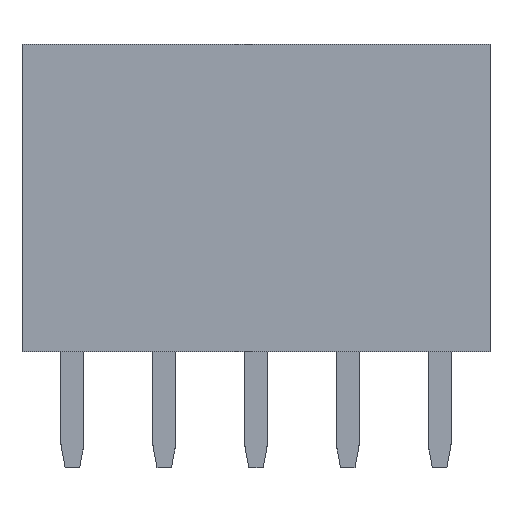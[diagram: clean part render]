
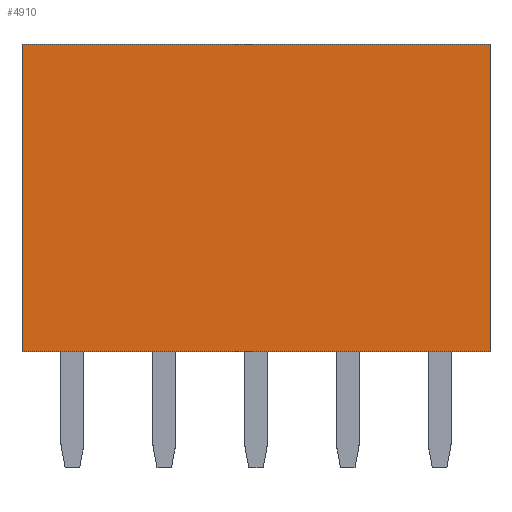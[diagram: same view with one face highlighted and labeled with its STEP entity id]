
A CAD part, top view. The second image highlights one B-rep face of the part: STEP entity #4910.
In plain terms, the highlighted planar face has unit normal (0, 0, 1).
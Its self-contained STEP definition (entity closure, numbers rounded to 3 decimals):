
#2246=EDGE_CURVE('',#5354,#4610,#6251,.T.);
#3438=VERTEX_POINT('',#7545);
#3492=EDGE_CURVE('',#3438,#4610,#7604,.T.);
#3740=VERTEX_POINT('',#7870);
#4072=EDGE_CURVE('',#3740,#3438,#8237,.T.);
#4610=VERTEX_POINT('',#8815);
#4910=ADVANCED_FACE('',(#9146),#9147,.T.);
#5258=EDGE_CURVE('',#3740,#5354,#9526,.T.);
#5354=VERTEX_POINT('',#9627);
#6251=LINE('',#10709,#10710);
#7545=CARTESIAN_POINT('',(-6.475,8.5,2.5));
#7604=LINE('',#12688,#12689);
#7870=CARTESIAN_POINT('',(-6.475,0.0,2.5));
#8237=LINE('',#13593,#13594);
#8815=CARTESIAN_POINT('',(6.475,8.5,2.5));
#9146=FACE_OUTER_BOUND('',#14917,.T.);
#9147=PLANE('',#14918);
#9526=LINE('',#15476,#15477);
#9627=CARTESIAN_POINT('',(6.475,0.0,2.5));
#10709=CARTESIAN_POINT('',(6.475,0.0,2.5));
#10710=VECTOR('',#16840,1.0);
#12688=CARTESIAN_POINT('',(-6.475,8.5,2.5));
#12689=VECTOR('',#18185,1.0);
#13593=CARTESIAN_POINT('',(-6.475,0.0,2.5));
#13594=VECTOR('',#18827,1.0);
#14917=EDGE_LOOP('',(#19785,#19786,#19787,#19788));
#14918=AXIS2_PLACEMENT_3D('',#19789,#19790,#19791);
#15476=CARTESIAN_POINT('',(-6.475,0.0,2.5));
#15477=VECTOR('',#20174,1.0);
#16840=DIRECTION('',(0.0,1.0,0.0));
#18185=DIRECTION('',(1.0,0.0,0.));
#18827=DIRECTION('',(0.0,1.0,0.0));
#19785=ORIENTED_EDGE('',*,*,#2246,.T.);
#19786=ORIENTED_EDGE('',*,*,#3492,.F.);
#19787=ORIENTED_EDGE('',*,*,#4072,.F.);
#19788=ORIENTED_EDGE('',*,*,#5258,.T.);
#19789=CARTESIAN_POINT('',(-6.475,0.0,2.5));
#19790=DIRECTION('',(0.,0.0,1.0));
#19791=DIRECTION('',(0.0,-1.0,0.0));
#20174=DIRECTION('',(1.0,0.0,0.));
